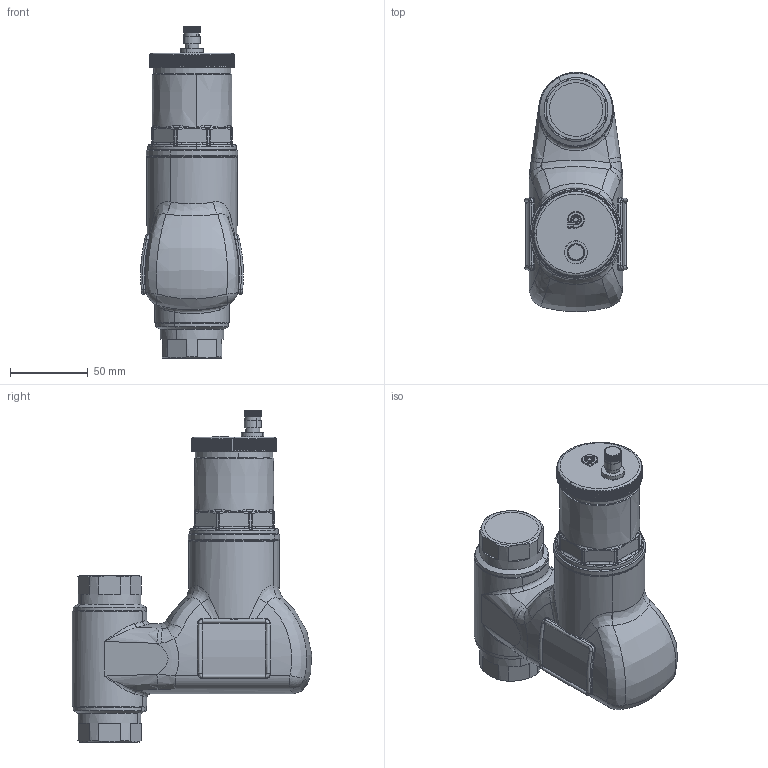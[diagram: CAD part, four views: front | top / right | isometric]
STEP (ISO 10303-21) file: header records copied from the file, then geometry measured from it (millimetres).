
FILE_DESCRIPTION(('CATIA V5 STEP Exchange','CAx-IF Rec.Pracs.--- Model Styling and Organization---1.4--- 2014-01-23','CAx-IF Rec.Pracs.---3D Tessellated Data Validation Properties---0.5---2014-09-14'),'2;1');
FILE_NAME('STEP_251906_-_TST.stp','2020-04-07T13:17:15+00:00',('none'),('none'),'CATIA Version 5-6 Release 2019 SP3','CATIA V5 STEP AP242 v1','none');
FILE_SCHEMA(('AP242_MANAGED_MODEL_BASED_3D_ENGINEERING_MIM_LF {1 0 10303 442 1 1 4}'));
Products named in the file (1): 251906 - TST
Bounding box: 66 x 153.92 x 213.5 mm (x, y, z)
Volume: 755132.2 mm3; surface area: 61082.4 mm2
Topology: 1 solids, 1 shells, 1179 faces, 3166 edges, 1979 vertices
Faces by surface type: cylinder 517, plane 327, bspline 215, cone 59, torus 40, sphere 19, revolution 2
Entity records: 48662 total; most frequent: CARTESIAN_POINT 24318, ORIENTED_EDGE 6288, EDGE_CURVE 3144, DIRECTION 3004, VERTEX_POINT 1979, B_SPLINE_CURVE_WITH_KNOTS 1620, AXIS2_PLACEMENT_3D 1296, EDGE_LOOP 1191
